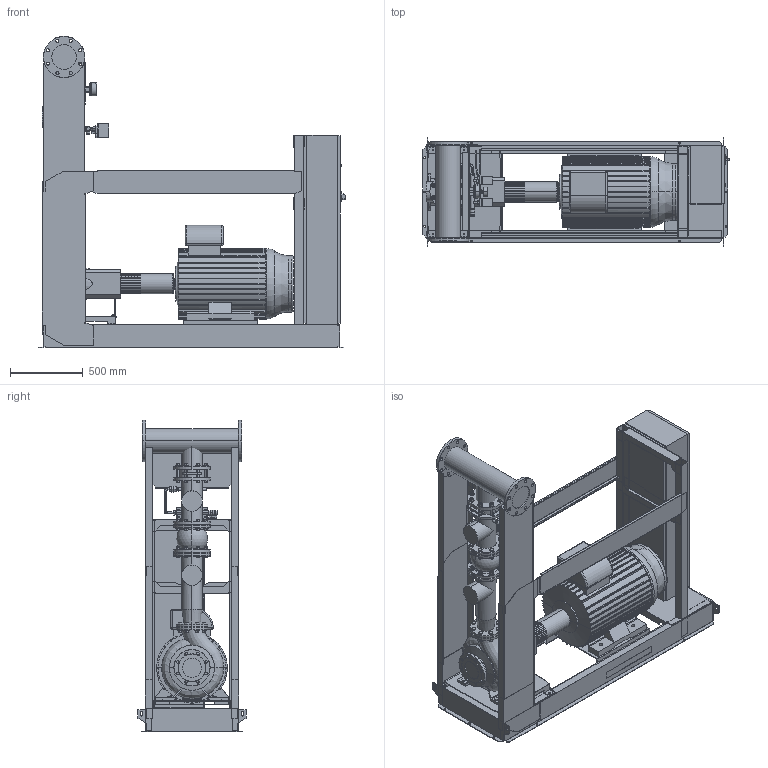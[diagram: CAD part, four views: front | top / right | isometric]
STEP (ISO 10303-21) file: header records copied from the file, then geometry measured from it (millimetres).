
FILE_DESCRIPTION((''),'2;1');
FILE_NAME('3d_Sifire-EN-100_250-233-55E-4183703.stp','2015-05-26T07:22:41',(''),(''),'Mechanical Desktop 2009','Mechanical Desktop 2009',', , ');
FILE_SCHEMA(('CONFIG_CONTROL_DESIGN'));
Length unit declared in the file: millimetre
Products named in the file (1): Product
Bounding box: 2105.5 x 744 x 2142.5 mm (x, y, z)
Volume: 392098453.3 mm3; surface area: 23463715.3 mm2
Topology: 144 solids, 144 shells, 3455 faces, 8360 edges, 5259 vertices
Faces by surface type: plane 1284, bspline 1015, cylinder 664, cone 428, torus 56, sphere 8
Full cylindrical faces by diameter (mm): 309 x1
Entity records: 109387 total; most frequent: CARTESIAN_POINT 33876, ORIENTED_EDGE 16708, DIRECTION 14320, EDGE_CURVE 8354, VERTEX_POINT 5258, AXIS2_PLACEMENT_3D 5025, VECTOR 4270, LINE 4270
